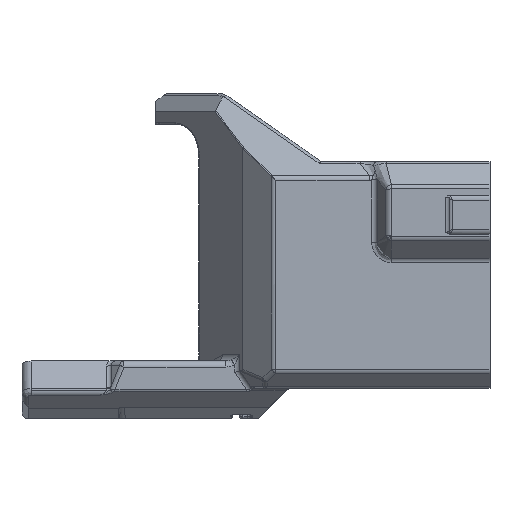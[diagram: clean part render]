
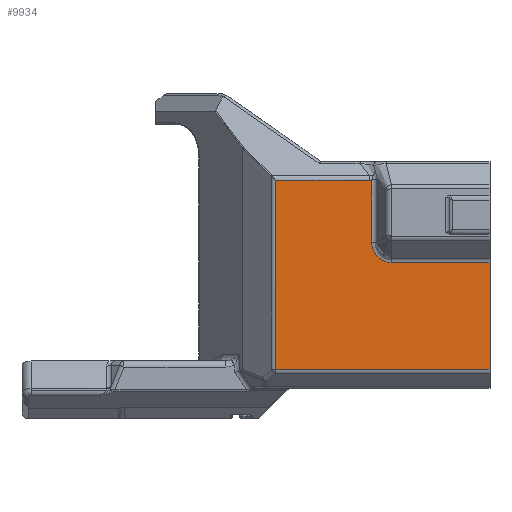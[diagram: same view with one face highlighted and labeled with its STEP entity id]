
A CAD part, top view. The second image highlights one B-rep face of the part: STEP entity #9934.
In plain terms, the highlighted planar face has unit normal (0, 0, 1).
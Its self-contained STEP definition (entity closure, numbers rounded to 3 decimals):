
#488 = VECTOR ( 'NONE', #11612, 1000. ) ;
#549 = B_SPLINE_CURVE_WITH_KNOTS ( 'NONE', 3,
 ( #10919, #17131, #19295, #4973, #21581, #6992, #21174, #655, #11183, #21311, #8866, #2678, #11052, #13349, #25768, #13086 ),
 .UNSPECIFIED., .F., .F.,
 ( 4, 2, 2, 2, 2, 2, 2, 4 ),
 ( 0., 0.001, 0.001, 0.003, 0.003, 0.004, 0.004, 0.005 ),
 .UNSPECIFIED. ) ;
#655 = CARTESIAN_POINT ( 'NONE',  ( 93.357, 31.169, -11.487 ) ) ;
#702 = VERTEX_POINT ( 'NONE', #16795 ) ;
#784 = CARTESIAN_POINT ( 'NONE',  ( 92.336, 43.581, -11.487 ) ) ;
#1027 = AXIS2_PLACEMENT_3D ( 'NONE', #3417, #17730, #5163 ) ;
#1672 = EDGE_CURVE ( 'NONE', #23231, #24099, #10410, .T. ) ;
#1762 = ORIENTED_EDGE ( 'NONE', *, *, #12536, .T. ) ;
#1907 = VECTOR ( 'NONE', #22155, 1000. ) ;
#2057 = VERTEX_POINT ( 'NONE', #23070 ) ;
#2133 = ORIENTED_EDGE ( 'NONE', *, *, #2192, .T. ) ;
#2192 = EDGE_CURVE ( 'NONE', #24099, #702, #549, .T. ) ;
#2646 = VECTOR ( 'NONE', #25138, 1000. ) ;
#2678 = CARTESIAN_POINT ( 'NONE',  ( 92.75, 32.283, -11.487 ) ) ;
#3188 = EDGE_CURVE ( 'NONE', #25849, #21696, #25096, .T. ) ;
#3278 = FACE_OUTER_BOUND ( 'NONE', #24679, .T. ) ;
#3417 = CARTESIAN_POINT ( 'NONE',  ( 77.565, 12.01, -11.487 ) ) ;
#3727 = ORIENTED_EDGE ( 'NONE', *, *, #1672, .T. ) ;
#4148 = VECTOR ( 'NONE', #18415, 1000. ) ;
#4973 = CARTESIAN_POINT ( 'NONE',  ( 94.913, 30.095, -11.487 ) ) ;
#5163 = DIRECTION ( 'NONE',  ( 0., -1., 0. ) ) ;
#5276 = CARTESIAN_POINT ( 'NONE',  ( 76.729, 12.01, -11.487 ) ) ;
#5833 = EDGE_CURVE ( 'NONE', #2057, #10212, #23384, .T. ) ;
#6992 = CARTESIAN_POINT ( 'NONE',  ( 94.133, 30.439, -11.487 ) ) ;
#7282 = CARTESIAN_POINT ( 'NONE',  ( 112.065, 12.01, -11.487 ) ) ;
#7317 = CARTESIAN_POINT ( 'NONE',  ( 95.75, 29.974, -11.487 ) ) ;
#7813 = LINE ( 'NONE', #5276, #1907 ) ;
#8116 = LINE ( 'NONE', #14367, #4148 ) ;
#8866 = CARTESIAN_POINT ( 'NONE',  ( 92.906, 31.889, -11.487 ) ) ;
#9934 = ADVANCED_FACE ( 'NONE', ( #3278 ), #17466, .F. ) ;
#10212 = VERTEX_POINT ( 'NONE', #10545 ) ;
#10410 = LINE ( 'NONE', #16898, #2646 ) ;
#10545 = CARTESIAN_POINT ( 'NONE',  ( 112.065, 12.424, -11.487 ) ) ;
#10558 = LINE ( 'NONE', #14224, #19527 ) ;
#10919 = CARTESIAN_POINT ( 'NONE',  ( 95.75, 29.974, -11.487 ) ) ;
#11052 = CARTESIAN_POINT ( 'NONE',  ( 92.689, 32.49, -11.487 ) ) ;
#11183 = CARTESIAN_POINT ( 'NONE',  ( 93.227, 31.34, -11.487 ) ) ;
#11186 = CARTESIAN_POINT ( 'NONE',  ( 92.587, 43.617, -11.487 ) ) ;
#11227 = CARTESIAN_POINT ( 'NONE',  ( 77.565, 12.424, -11.487 ) ) ;
#11612 = DIRECTION ( 'NONE',  ( 0., 1., 0. ) ) ;
#11997 = ORIENTED_EDGE ( 'NONE', *, *, #3188, .T. ) ;
#12536 = EDGE_CURVE ( 'NONE', #10212, #23231, #19719, .T. ) ;
#13086 = CARTESIAN_POINT ( 'NONE',  ( 92.587, 33.332, -11.487 ) ) ;
#13349 = CARTESIAN_POINT ( 'NONE',  ( 92.608, 32.907, -11.487 ) ) ;
#13364 = CARTESIAN_POINT ( 'NONE',  ( 92.587, 43.617, -11.487 ) ) ;
#14224 = CARTESIAN_POINT ( 'NONE',  ( 77.565, 43.581, -11.487 ) ) ;
#14367 = CARTESIAN_POINT ( 'NONE',  ( 92.587, 43.865, -11.487 ) ) ;
#14933 = ORIENTED_EDGE ( 'NONE', *, *, #25409, .T. ) ;
#15448 = CARTESIAN_POINT ( 'NONE',  ( 112.065, 29.974, -11.487 ) ) ;
#15694 = DIRECTION ( 'NONE',  ( 1., 0., 0. ) ) ;
#16423 = EDGE_CURVE ( 'NONE', #702, #25849, #8116, .T. ) ;
#16795 = CARTESIAN_POINT ( 'NONE',  ( 92.587, 33.332, -11.487 ) ) ;
#16898 = CARTESIAN_POINT ( 'NONE',  ( 95.742, 29.974, -11.487 ) ) ;
#17071 = CARTESIAN_POINT ( 'NONE',  ( 76.729, 43.581, -11.487 ) ) ;
#17131 = CARTESIAN_POINT ( 'NONE',  ( 95.535, 29.974, -11.487 ) ) ;
#17466 = PLANE ( 'NONE',  #1027 ) ;
#17730 = DIRECTION ( 'NONE',  ( 0., 0., -1. ) ) ;
#18415 = DIRECTION ( 'NONE',  ( 0., 1., 0. ) ) ;
#19295 = CARTESIAN_POINT ( 'NONE',  ( 95.325, 29.999, -11.487 ) ) ;
#19527 = VECTOR ( 'NONE', #22443, 1000. ) ;
#19699 = CARTESIAN_POINT ( 'NONE',  ( 92.208, 43.581, -11.487 ) ) ;
#19719 = LINE ( 'NONE', #7282, #488 ) ;
#20194 = EDGE_CURVE ( 'NONE', #21397, #2057, #7813, .T. ) ;
#20572 = VECTOR ( 'NONE', #15694, 1000. ) ;
#21174 = CARTESIAN_POINT ( 'NONE',  ( 93.786, 30.701, -11.487 ) ) ;
#21311 = CARTESIAN_POINT ( 'NONE',  ( 93.002, 31.701, -11.487 ) ) ;
#21397 = VERTEX_POINT ( 'NONE', #17071 ) ;
#21447 = CARTESIAN_POINT ( 'NONE',  ( 92.208, 43.581, -11.487 ) ) ;
#21581 = CARTESIAN_POINT ( 'NONE',  ( 94.709, 30.167, -11.487 ) ) ;
#21696 = VERTEX_POINT ( 'NONE', #21447 ) ;
#22155 = DIRECTION ( 'NONE',  ( 0., -1., 0. ) ) ;
#22443 = DIRECTION ( 'NONE',  ( -1., 0., 0. ) ) ;
#23070 = CARTESIAN_POINT ( 'NONE',  ( 76.729, 12.424, -11.487 ) ) ;
#23231 = VERTEX_POINT ( 'NONE', #15448 ) ;
#23336 = CARTESIAN_POINT ( 'NONE',  ( 92.463, 43.592, -11.487 ) ) ;
#23384 = LINE ( 'NONE', #11227, #20572 ) ;
#23396 = ORIENTED_EDGE ( 'NONE', *, *, #20194, .T. ) ;
#24099 = VERTEX_POINT ( 'NONE', #7317 ) ;
#24679 = EDGE_LOOP ( 'NONE', ( #2133, #25714, #11997, #14933, #23396, #25022, #1762, #3727 ) ) ;
#25022 = ORIENTED_EDGE ( 'NONE', *, *, #5833, .T. ) ;
#25096 = B_SPLINE_CURVE_WITH_KNOTS ( 'NONE', 3,
 ( #11186, #23336, #784, #19699 ),
 .UNSPECIFIED., .F., .F.,
 ( 4, 4 ),
 ( 0.001, 0.001 ),
 .UNSPECIFIED. ) ;
#25138 = DIRECTION ( 'NONE',  ( -1., 0., 0. ) ) ;
#25409 = EDGE_CURVE ( 'NONE', #21696, #21397, #10558, .T. ) ;
#25714 = ORIENTED_EDGE ( 'NONE', *, *, #16423, .T. ) ;
#25768 = CARTESIAN_POINT ( 'NONE',  ( 92.587, 33.118, -11.487 ) ) ;
#25849 = VERTEX_POINT ( 'NONE', #13364 ) ;
